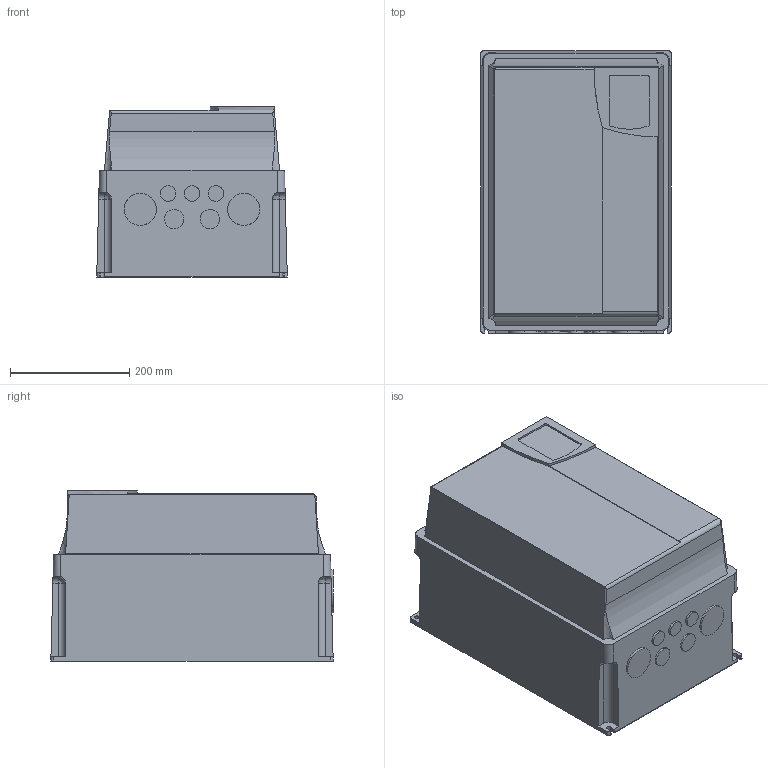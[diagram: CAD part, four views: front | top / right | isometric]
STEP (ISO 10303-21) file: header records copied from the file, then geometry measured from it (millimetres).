
FILE_DESCRIPTION (( 'STEP AP214' ), '1' );
FILE_NAME ('16905623.STEP', '2025-03-25T22:10:00', ( '' ), ( '' ), 'SwSTEP 2.0', 'SolidWorks 2021', '' );
FILE_SCHEMA (( 'AUTOMOTIVE_DESIGN' ));
Length unit declared in the file: inch
Products named in the file (1): 16905623
Bounding box: 320 x 474 x 285.6 mm (x, y, z)
Volume: 38599997.5 mm3; surface area: 709941 mm2
Topology: 1 solids, 1 shells, 121 faces, 318 edges, 204 vertices
Faces by surface type: cylinder 57, plane 56, bspline 4, cone 4
Entity records: 3916 total; most frequent: CARTESIAN_POINT 1064, ORIENTED_EDGE 628, DIRECTION 534, EDGE_CURVE 314, VERTEX_POINT 204, AXIS2_PLACEMENT_3D 182, LINE 170, VECTOR 170
